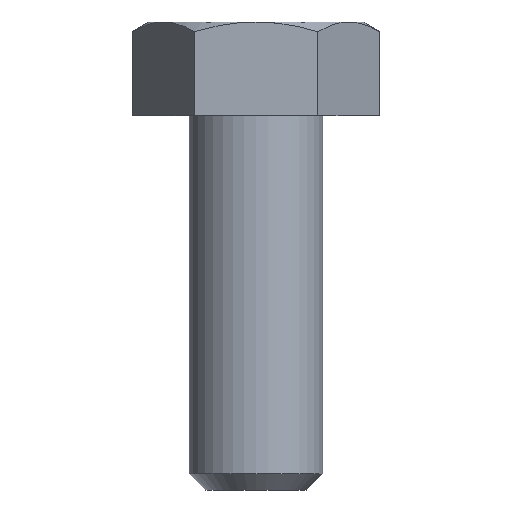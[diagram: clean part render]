
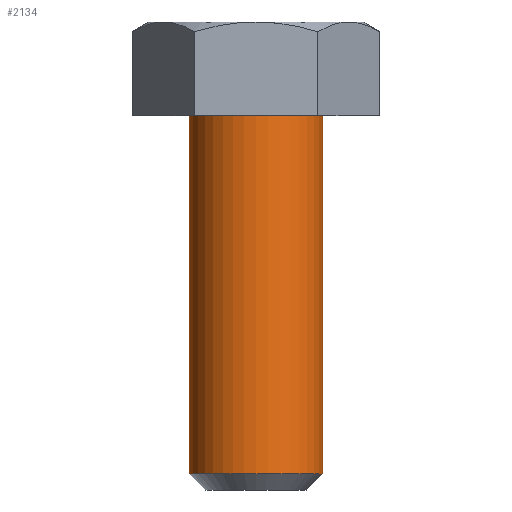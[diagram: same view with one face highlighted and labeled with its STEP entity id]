
A CAD part, left-side view. The second image highlights one B-rep face of the part: STEP entity #2134.
In plain terms, the highlighted cylindrical face has radius 2.5 mm (diameter 5 mm), a partial arc.
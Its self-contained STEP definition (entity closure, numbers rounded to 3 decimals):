
#266 = EDGE_LOOP ( 'NONE', ( #2884, #2857, #2735, #1966 ) ) ;
#321 = VECTOR ( 'NONE', #1930, 1000. ) ;
#361 = EDGE_CURVE ( 'NONE', #1909, #1330, #909, .T. ) ;
#410 = LINE ( 'NONE', #1656, #321 ) ;
#762 = DIRECTION ( 'NONE',  ( 0., 0., 1. ) ) ;
#813 = EDGE_CURVE ( 'NONE', #1909, #2439, #1462, .T. ) ;
#889 = CIRCLE ( 'NONE', #963, 2.5 ) ;
#909 = CIRCLE ( 'NONE', #1131, 2.5 ) ;
#963 = AXIS2_PLACEMENT_3D ( 'NONE', #2594, #1484, #3159 ) ;
#1090 = VERTEX_POINT ( 'NONE', #3127 ) ;
#1131 = AXIS2_PLACEMENT_3D ( 'NONE', #3211, #1545, #3488 ) ;
#1294 = VECTOR ( 'NONE', #2074, 1000. ) ;
#1330 = VERTEX_POINT ( 'NONE', #1720 ) ;
#1462 = LINE ( 'NONE', #2370, #1294 ) ;
#1484 = DIRECTION ( 'NONE',  ( 0., 0., 1. ) ) ;
#1545 = DIRECTION ( 'NONE',  ( 0., 0., 1. ) ) ;
#1656 = CARTESIAN_POINT ( 'NONE',  ( 0., -2.5, 5.25 ) ) ;
#1680 = CARTESIAN_POINT ( 'NONE',  ( 0., 2.5, -8.15 ) ) ;
#1720 = CARTESIAN_POINT ( 'NONE',  ( 0., -2.5, -8.15 ) ) ;
#1843 = DIRECTION ( 'NONE',  ( 0., -1., 0. ) ) ;
#1909 = VERTEX_POINT ( 'NONE', #1680 ) ;
#1930 = DIRECTION ( 'NONE',  ( 0., 0., 1. ) ) ;
#1966 = ORIENTED_EDGE ( 'NONE', *, *, #2862, .F. ) ;
#2074 = DIRECTION ( 'NONE',  ( 0., 0., 1. ) ) ;
#2134 = ADVANCED_FACE ( 'NONE', ( #2890 ), #2461, .T. ) ;
#2370 = CARTESIAN_POINT ( 'NONE',  ( 0., 2.5, 5.25 ) ) ;
#2439 = VERTEX_POINT ( 'NONE', #2514 ) ;
#2461 = CYLINDRICAL_SURFACE ( 'NONE', #3274, 2.5 ) ;
#2514 = CARTESIAN_POINT ( 'NONE',  ( 0., 2.5, 5.25 ) ) ;
#2594 = CARTESIAN_POINT ( 'NONE',  ( 0., 0., 5.25 ) ) ;
#2643 = CARTESIAN_POINT ( 'NONE',  ( 0., 0., 5.25 ) ) ;
#2704 = EDGE_CURVE ( 'NONE', #1330, #1090, #410, .T. ) ;
#2735 = ORIENTED_EDGE ( 'NONE', *, *, #2704, .T. ) ;
#2857 = ORIENTED_EDGE ( 'NONE', *, *, #361, .T. ) ;
#2862 = EDGE_CURVE ( 'NONE', #2439, #1090, #889, .T. ) ;
#2884 = ORIENTED_EDGE ( 'NONE', *, *, #813, .F. ) ;
#2890 = FACE_OUTER_BOUND ( 'NONE', #266, .T. ) ;
#3127 = CARTESIAN_POINT ( 'NONE',  ( 0., -2.5, 5.25 ) ) ;
#3159 = DIRECTION ( 'NONE',  ( 0., -1., 0. ) ) ;
#3211 = CARTESIAN_POINT ( 'NONE',  ( 0., 0., -8.15 ) ) ;
#3274 = AXIS2_PLACEMENT_3D ( 'NONE', #2643, #762, #1843 ) ;
#3488 = DIRECTION ( 'NONE',  ( 0., -1., 0. ) ) ;
